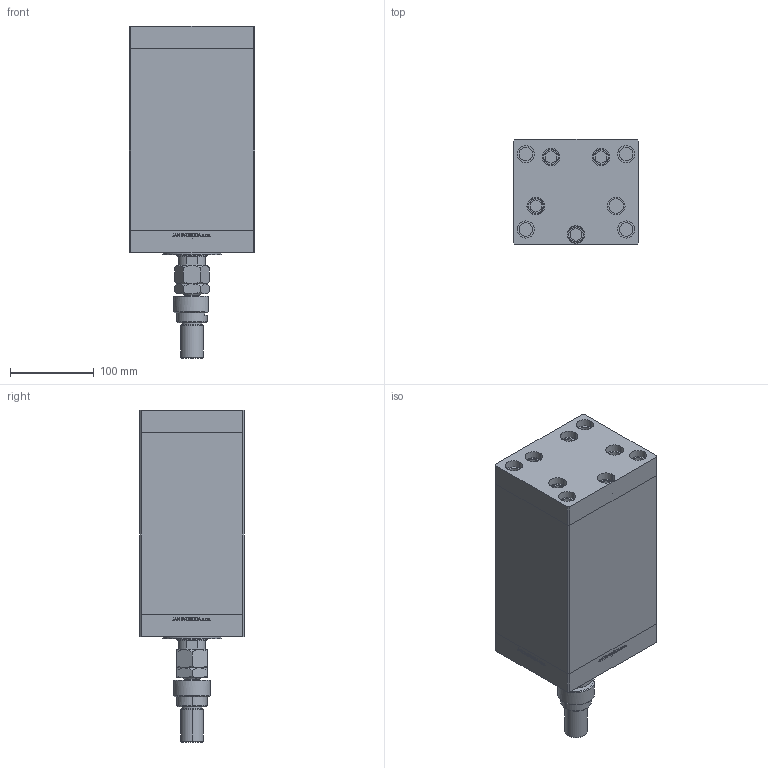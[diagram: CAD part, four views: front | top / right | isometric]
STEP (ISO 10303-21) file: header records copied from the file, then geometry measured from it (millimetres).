
FILE_DESCRIPTION (( 'STEP AP203' ), '1' );
FILE_NAME ('832e.STEP', '2022-04-15T00:05:21', ( '' ), ( '' ), 'SwSTEP 2.0', 'SolidWorks 2019', '' );
FILE_SCHEMA (( 'CONFIG_CONTROL_DESIGN' ));
Length unit declared in the file: millimetre
Products named in the file (9): V220C_VC_C 3e4bf6cce2e2b8b1198a112f00033b06; DFA 3e4bf6cce2e2b8b1198a112f00033b06; V220C BACK_C 3e4bf6cce2e2b8b1198a112f00033b06; V220C FRONT 3e4bf6cce2e2b8b1198a112f00033b06; MFA 3e4bf6cce2e2b8b1198a112f00033b06; ALLEN BOLT 3e4bf6cce2e2b8b1198a112f00033b06; 832e; V220C_C MIDDLE 3e4bf6cce2e2b8b1198a112f00033b06; FEMALE_PART_FOR_DFA 3e4bf6cce2e2b8b1198a112f00033b06
Assembly tree (16 placements, depth 3):
  832e
    ALLEN BOLT 3e4bf6cce2e2b8b1198a112f00033b06  x9
    V220C_C MIDDLE 3e4bf6cce2e2b8b1198a112f00033b06
    V220C FRONT 3e4bf6cce2e2b8b1198a112f00033b06
    V220C_VC_C 3e4bf6cce2e2b8b1198a112f00033b06
    V220C BACK_C 3e4bf6cce2e2b8b1198a112f00033b06
    DFA 3e4bf6cce2e2b8b1198a112f00033b06
      FEMALE_PART_FOR_DFA 3e4bf6cce2e2b8b1198a112f00033b06
      MFA 3e4bf6cce2e2b8b1198a112f00033b06
Bounding box: 150 x 125 x 396.5 mm (x, y, z)
Volume: 4226104 mm3; surface area: 470984.5 mm2
Topology: 15 solids, 15 shells, 1248 faces, 3057 edges, 1991 vertices
Faces by surface type: plane 570, bspline 380, cylinder 172, cone 82, torus 44
Entity records: 51838 total; most frequent: CARTESIAN_POINT 27296, ORIENTED_EDGE 5374, DIRECTION 3637, EDGE_CURVE 2687, VERTEX_POINT 1767, VECTOR 1517, LINE 1517, EDGE_LOOP 1250
